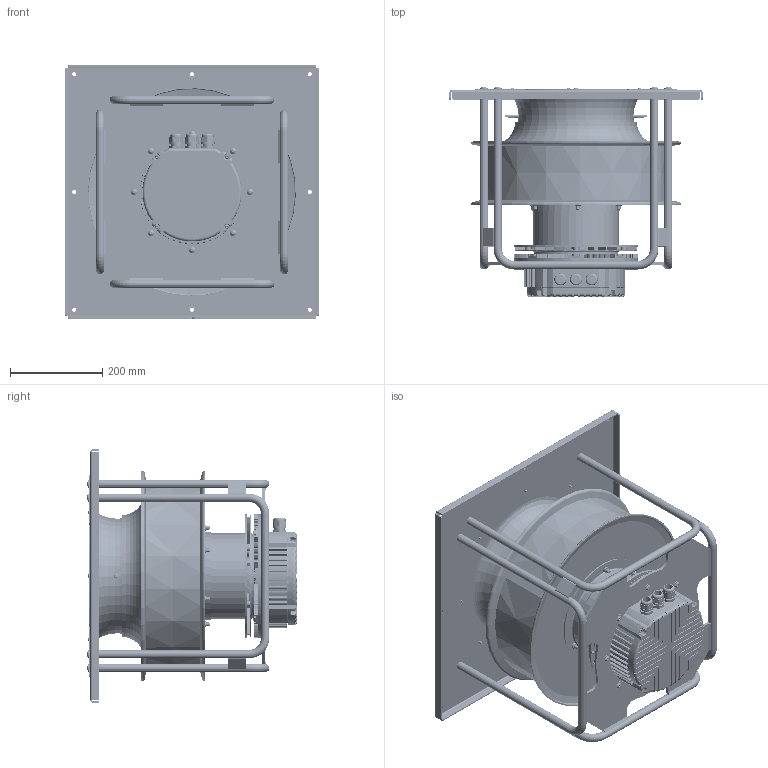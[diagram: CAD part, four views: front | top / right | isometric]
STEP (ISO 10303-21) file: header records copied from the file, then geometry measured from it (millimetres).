
FILE_DESCRIPTION((''),'2;1');
FILE_NAME('1195997_ASM','2023-12-21T15:54:49',('mkulawiak'),(''),'CREO PARAMETRIC BY PTC INC, 2022484','CREO PARAMETRIC BY PTC INC, 2022484','');
FILE_SCHEMA(('CONFIG_CONTROL_DESIGN'));
Length unit declared in the file: millimetre
Products named in the file (28): 1196000; 1172581; 1172582; 1196420_ASM; 1171820; 1173619; 1173620; 1195167; 1111787; 1195998_ASM; 1171857; 1195993; 1193892; FILLET_WELD_ID_1315; 1176184; 1210520; FILLET_WELD_ID_7599; FILLET_WELD_ID_7719; FILLET_WELD_ID_7845; FILLET_WELD_ID_7866; FILLET_WELD_ID_7891; FILLET_WELD_ID_7912; FILLET_WELD_ID_7937; FILLET_WELD_ID_7958; 1210957_ASM; 1195169; 1210438; 1195997_ASM
Assembly tree (74 placements, depth 4):
  1195997_ASM
    1195998_ASM
      1196000
      1196420_ASM
        1172581
        1172582
      1171820
      1173619  x2
      1173620  x2
      1195167  x6
      1111787  x2
    1171857
    1210957_ASM
      1195993  x4
      1193892
      FILLET_WELD_ID_1315
      1176184  x8
      1210520  x4
      FILLET_WELD_ID_7599
      FILLET_WELD_ID_7719
      FILLET_WELD_ID_7845
      FILLET_WELD_ID_7866
      FILLET_WELD_ID_7891
      FILLET_WELD_ID_7912
      FILLET_WELD_ID_7937
      FILLET_WELD_ID_7958
    1195167  x16
    1195169  x8
    1210438  x4
Bounding box: 550 x 456.2 x 550 mm (x, y, z)
Volume: 24312814.7 mm3; surface area: 3203335.1 mm2
Topology: 84 solids, 123 shells, 6097 faces, 16825 edges, 10715 vertices
Faces by surface type: plane 2838, cylinder 2281, torus 398, cone 284, sphere 178, bspline 118
Entity records: 119419 total; most frequent: CARTESIAN_POINT 31125, DIRECTION 18593, ORIENTED_EDGE 18566, EDGE_CURVE 9391, AXIS2_PLACEMENT_3D 7165, VERTEX_POINT 6029, VECTOR 4263, LINE 4263
